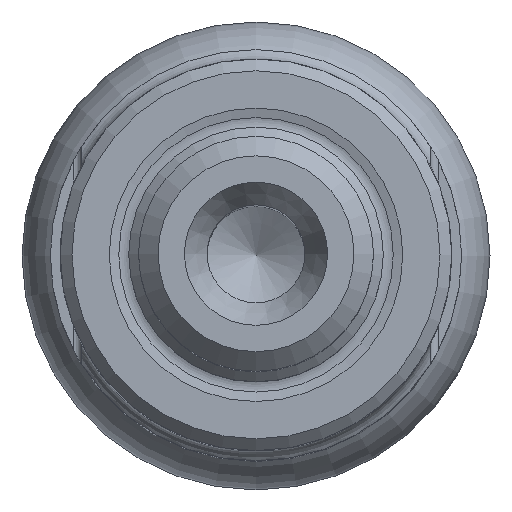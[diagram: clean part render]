
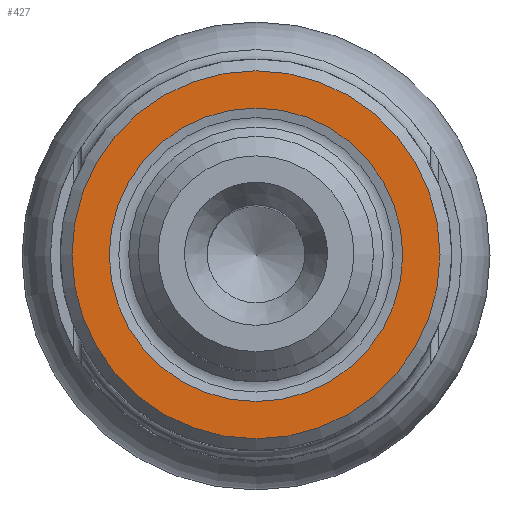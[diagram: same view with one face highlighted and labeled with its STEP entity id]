
A CAD part, top view. The second image highlights one B-rep face of the part: STEP entity #427.
In plain terms, the highlighted planar face has unit normal (0, 0, 1).
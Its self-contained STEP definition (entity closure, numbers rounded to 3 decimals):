
#366=PLANE('',#830);
#375=FACE_BOUND('',#489,.T.);
#376=FACE_BOUND('',#490,.T.);
#427=ADVANCED_FACE('',(#375,#376),#366,.T.);
#489=EDGE_LOOP('',(#566));
#490=EDGE_LOOP('',(#567));
#566=ORIENTED_EDGE('',*,*,#736,.T.);
#567=ORIENTED_EDGE('',*,*,#737,.F.);
#686=VERTEX_POINT('',#1097);
#687=VERTEX_POINT('',#1099);
#736=EDGE_CURVE('',#686,#686,#794,.T.);
#737=EDGE_CURVE('',#687,#687,#795,.T.);
#794=CIRCLE('',#828,4.7);
#795=CIRCLE('',#829,3.746);
#828=AXIS2_PLACEMENT_3D('',#1096,#904,#905);
#829=AXIS2_PLACEMENT_3D('',#1098,#906,#907);
#830=AXIS2_PLACEMENT_3D('',#1100,#908,#909);
#904=DIRECTION('',(0.,0.,1.));
#905=DIRECTION('',(1.,0.,0.));
#906=DIRECTION('',(0.,0.,1.));
#907=DIRECTION('',(1.,0.,0.));
#908=DIRECTION('',(0.,0.,1.));
#909=DIRECTION('',(1.,0.,0.));
#1096=CARTESIAN_POINT('',(0.,0.,0.));
#1097=CARTESIAN_POINT('',(4.7,0.,0.));
#1098=CARTESIAN_POINT('',(0.,0.,0.));
#1099=CARTESIAN_POINT('',(3.746,0.,0.));
#1100=CARTESIAN_POINT('',(0.,0.,0.));
